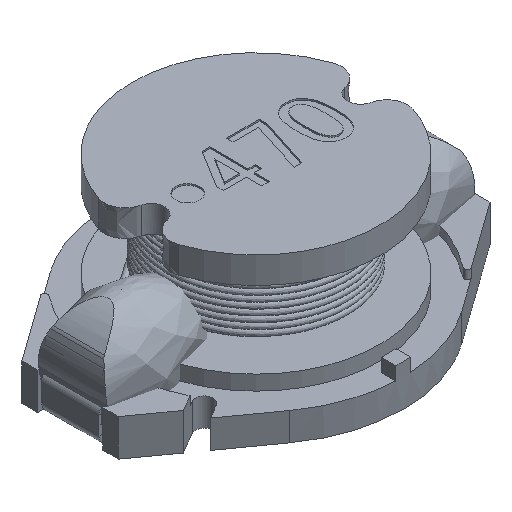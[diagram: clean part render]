
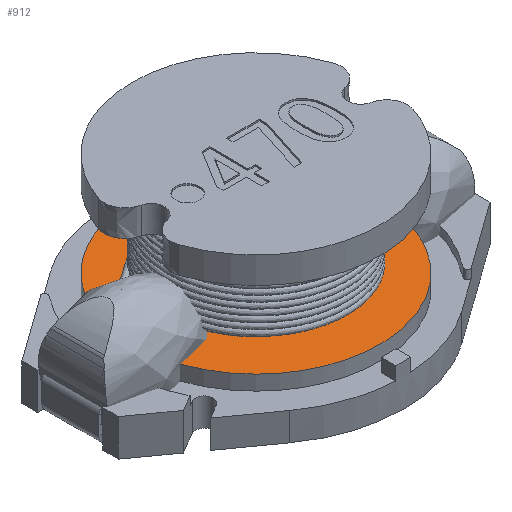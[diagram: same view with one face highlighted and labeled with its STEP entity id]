
A CAD part, isometric view. The second image highlights one B-rep face of the part: STEP entity #912.
In plain terms, the highlighted free-form (B-spline) face has degree [1, 1] with [2, 2] control points.
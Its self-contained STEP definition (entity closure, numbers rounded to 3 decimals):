
#35=CARTESIAN_POINT('',(2.291,0.,1.5));
#36=VERTEX_POINT('',#35);
#37=CARTESIAN_POINT('',(2.291,0.,1.5));
#38=CARTESIAN_POINT('',(2.291,3.969,1.5));
#39=CARTESIAN_POINT('',(-1.146,1.984,1.5));
#40=CARTESIAN_POINT('',(-4.583,0.,1.5));
#41=CARTESIAN_POINT('',(-1.146,-1.984,1.5));
#42=CARTESIAN_POINT('',(2.291,-3.969,1.5));
#43=CARTESIAN_POINT('',(2.291,0.,1.5));
#44=(BOUNDED_CURVE()B_SPLINE_CURVE(2,(#37,#38,#39,#40,#41,#42,#43),.CIRCULAR_ARC.,.T.,.U.)B_SPLINE_CURVE_WITH_KNOTS((3,2,2,3),(0.,0.333,0.667,1.),.UNSPECIFIED.)CURVE()GEOMETRIC_REPRESENTATION_ITEM()RATIONAL_B_SPLINE_CURVE((1.,0.5,1.,0.5,1.,0.5,1.))REPRESENTATION_ITEM(''));
#45=EDGE_CURVE('',#36,#36,#44,.T.);
#826=CARTESIAN_POINT('',(-9.127,-8.002,1.5));
#827=CARTESIAN_POINT('',(-9.127,8.002,1.5));
#828=CARTESIAN_POINT('',(6.877,-8.002,1.5));
#829=CARTESIAN_POINT('',(6.877,8.002,1.5));
#830=B_SPLINE_SURFACE_WITH_KNOTS('',1,1,((#826,#827),(#828,#829)),.PLANE_SURF.,.F.,.F.,.U.,(2,2),(2,2),(0.,1.),(0.,1.),.UNSPECIFIED.);
#831=CARTESIAN_POINT('',(3.458,-0.44,1.5));
#832=VERTEX_POINT('',#831);
#833=CARTESIAN_POINT('',(3.977,-1.351,1.5));
#834=VERTEX_POINT('',#833);
#835=CARTESIAN_POINT('',(3.458,-0.44,1.5));
#836=CARTESIAN_POINT('',(3.766,-0.505,1.5));
#837=CARTESIAN_POINT('',(4.078,-1.052,1.5));
#838=CARTESIAN_POINT('',(3.977,-1.351,1.5));
#839=(BOUNDED_CURVE()B_SPLINE_CURVE(2,(#835,#836,#837,#838),.UNSPECIFIED.,.F.,.U.)B_SPLINE_CURVE_WITH_KNOTS((3,1,3),(0.,0.5,1.),.UNSPECIFIED.)CURVE()GEOMETRIC_REPRESENTATION_ITEM()RATIONAL_B_SPLINE_CURVE((1.,0.832,0.832,1.))REPRESENTATION_ITEM(''));
#840=EDGE_CURVE('',#832,#834,#839,.T.);
#841=ORIENTED_EDGE('',*,*,#840,.F.);
#842=CARTESIAN_POINT('',(3.458,0.44,1.5));
#843=VERTEX_POINT('',#842);
#844=CARTESIAN_POINT('',(3.458,0.44,1.5));
#845=CARTESIAN_POINT('',(3.1,0.365,1.5));
#846=CARTESIAN_POINT('',(3.1,0.,1.5));
#847=CARTESIAN_POINT('',(3.1,-0.365,1.5));
#848=CARTESIAN_POINT('',(3.458,-0.44,1.5));
#849=(BOUNDED_CURVE()B_SPLINE_CURVE(2,(#844,#845,#846,#847,#848),.CIRCULAR_ARC.,.F.,.U.)B_SPLINE_CURVE_WITH_KNOTS((3,2,3),(0.07,0.5,0.93),.UNSPECIFIED.)CURVE()GEOMETRIC_REPRESENTATION_ITEM()RATIONAL_B_SPLINE_CURVE((0.929,0.748,1.,0.748,0.929))REPRESENTATION_ITEM(''));
#850=EDGE_CURVE('',#843,#832,#849,.T.);
#851=ORIENTED_EDGE('',*,*,#850,.F.);
#852=CARTESIAN_POINT('',(3.977,1.351,1.5));
#853=VERTEX_POINT('',#852);
#854=CARTESIAN_POINT('',(3.458,0.44,1.5));
#855=CARTESIAN_POINT('',(3.766,0.505,1.5));
#856=CARTESIAN_POINT('',(4.078,1.052,1.5));
#857=CARTESIAN_POINT('',(3.977,1.351,1.5));
#858=(BOUNDED_CURVE()B_SPLINE_CURVE(2,(#854,#855,#856,#857),.UNSPECIFIED.,.F.,.U.)B_SPLINE_CURVE_WITH_KNOTS((3,1,3),(0.,0.5,1.),.UNSPECIFIED.)CURVE()GEOMETRIC_REPRESENTATION_ITEM()RATIONAL_B_SPLINE_CURVE((1.,0.832,0.832,1.))REPRESENTATION_ITEM(''));
#859=EDGE_CURVE('',#843,#853,#858,.T.);
#860=ORIENTED_EDGE('',*,*,#859,.T.);
#861=CARTESIAN_POINT('',(-3.977,1.351,1.5));
#862=VERTEX_POINT('',#861);
#863=CARTESIAN_POINT('',(3.977,1.351,1.5));
#864=CARTESIAN_POINT('',(2.331,6.196,1.5));
#865=CARTESIAN_POINT('',(-2.1,3.637,1.5));
#866=CARTESIAN_POINT('',(-3.469,2.847,1.5));
#867=CARTESIAN_POINT('',(-3.977,1.351,1.5));
#868=(BOUNDED_CURVE()B_SPLINE_CURVE(2,(#863,#864,#865,#866,#867),.CIRCULAR_ARC.,.F.,.U.)B_SPLINE_CURVE_WITH_KNOTS((3,2,3),(0.058,0.333,0.452),.UNSPECIFIED.)CURVE()GEOMETRIC_REPRESENTATION_ITEM()RATIONAL_B_SPLINE_CURVE((0.856,0.587,1.,0.822,0.77))REPRESENTATION_ITEM(''));
#869=EDGE_CURVE('',#853,#862,#868,.T.);
#870=ORIENTED_EDGE('',*,*,#869,.T.);
#871=CARTESIAN_POINT('',(-3.458,0.44,1.5));
#872=VERTEX_POINT('',#871);
#873=CARTESIAN_POINT('',(-3.458,0.44,1.5));
#874=CARTESIAN_POINT('',(-3.766,0.505,1.5));
#875=CARTESIAN_POINT('',(-4.078,1.052,1.5));
#876=CARTESIAN_POINT('',(-3.977,1.351,1.5));
#877=(BOUNDED_CURVE()B_SPLINE_CURVE(2,(#873,#874,#875,#876),.UNSPECIFIED.,.F.,.U.)B_SPLINE_CURVE_WITH_KNOTS((3,1,3),(0.,0.5,1.),.UNSPECIFIED.)CURVE()GEOMETRIC_REPRESENTATION_ITEM()RATIONAL_B_SPLINE_CURVE((1.,0.832,0.832,1.))REPRESENTATION_ITEM(''));
#878=EDGE_CURVE('',#872,#862,#877,.T.);
#879=ORIENTED_EDGE('',*,*,#878,.F.);
#880=CARTESIAN_POINT('',(-3.458,-0.44,1.5));
#881=VERTEX_POINT('',#880);
#882=CARTESIAN_POINT('',(-3.458,-0.44,1.5));
#883=CARTESIAN_POINT('',(-3.1,-0.365,1.5));
#884=CARTESIAN_POINT('',(-3.1,0.,1.5));
#885=CARTESIAN_POINT('',(-3.1,0.365,1.5));
#886=CARTESIAN_POINT('',(-3.458,0.44,1.5));
#887=(BOUNDED_CURVE()B_SPLINE_CURVE(2,(#882,#883,#884,#885,#886),.CIRCULAR_ARC.,.F.,.U.)B_SPLINE_CURVE_WITH_KNOTS((3,2,3),(0.07,0.5,0.93),.UNSPECIFIED.)CURVE()GEOMETRIC_REPRESENTATION_ITEM()RATIONAL_B_SPLINE_CURVE((0.929,0.748,1.,0.748,0.929))REPRESENTATION_ITEM(''));
#888=EDGE_CURVE('',#881,#872,#887,.T.);
#889=ORIENTED_EDGE('',*,*,#888,.F.);
#890=CARTESIAN_POINT('',(-3.977,-1.351,1.5));
#891=VERTEX_POINT('',#890);
#892=CARTESIAN_POINT('',(-3.458,-0.44,1.5));
#893=CARTESIAN_POINT('',(-3.766,-0.505,1.5));
#894=CARTESIAN_POINT('',(-4.078,-1.052,1.5));
#895=CARTESIAN_POINT('',(-3.977,-1.351,1.5));
#896=(BOUNDED_CURVE()B_SPLINE_CURVE(2,(#892,#893,#894,#895),.UNSPECIFIED.,.F.,.U.)B_SPLINE_CURVE_WITH_KNOTS((3,1,3),(0.,0.5,1.),.UNSPECIFIED.)CURVE()GEOMETRIC_REPRESENTATION_ITEM()RATIONAL_B_SPLINE_CURVE((1.,0.832,0.832,1.))REPRESENTATION_ITEM(''));
#897=EDGE_CURVE('',#881,#891,#896,.T.);
#898=ORIENTED_EDGE('',*,*,#897,.T.);
#899=CARTESIAN_POINT('',(-3.977,-1.351,1.5));
#900=CARTESIAN_POINT('',(-3.469,-2.847,1.5));
#901=CARTESIAN_POINT('',(-2.1,-3.637,1.5));
#902=CARTESIAN_POINT('',(2.331,-6.196,1.5));
#903=CARTESIAN_POINT('',(3.977,-1.351,1.5));
#904=(BOUNDED_CURVE()B_SPLINE_CURVE(2,(#899,#900,#901,#902,#903),.CIRCULAR_ARC.,.F.,.U.)B_SPLINE_CURVE_WITH_KNOTS((3,2,3),(0.548,0.667,0.942),.UNSPECIFIED.)CURVE()GEOMETRIC_REPRESENTATION_ITEM()RATIONAL_B_SPLINE_CURVE((0.77,0.822,1.,0.587,0.856))REPRESENTATION_ITEM(''));
#905=EDGE_CURVE('',#891,#834,#904,.T.);
#906=ORIENTED_EDGE('',*,*,#905,.T.);
#907=EDGE_LOOP('',(#841,#851,#860,#870,#879,#889,#898,#906));
#908=FACE_OUTER_BOUND('',#907,.T.);
#909=ORIENTED_EDGE('',*,*,#45,.F.);
#910=EDGE_LOOP('',(#909));
#911=FACE_BOUND('',#910,.T.);
#912=ADVANCED_FACE('',(#908,#911),#830,.T.);
